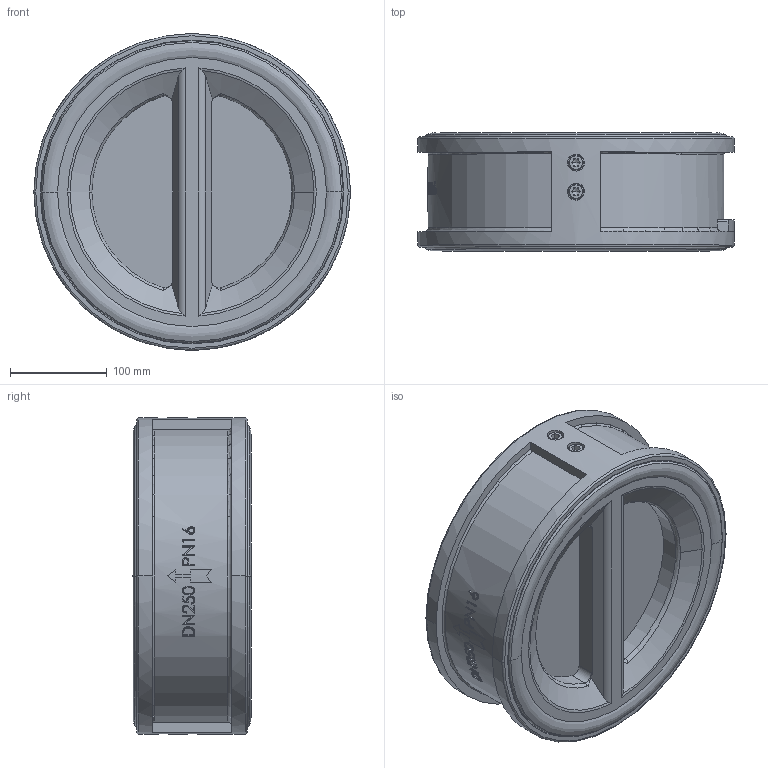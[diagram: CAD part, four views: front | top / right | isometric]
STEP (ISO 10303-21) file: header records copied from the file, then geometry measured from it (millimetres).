
FILE_DESCRIPTION (( 'STEP AP214' ), '1' );
FILE_NAME ('250·§Ìå.STEP', '2018-02-08T07:03:21', ( 'User' ), ( 'china' ), 'SwSTEP 2.0', 'SolidWorks 2012', '' );
FILE_SCHEMA (( 'AUTOMOTIVE_DESIGN' ));
Length unit declared in the file: millimetre
Products named in the file (1): 250概极
Bounding box: 327 x 122 x 327 mm (x, y, z)
Volume: 4278907.3 mm3; surface area: 528312 mm2
Topology: 5 solids, 12 shells, 603 faces, 1517 edges, 965 vertices
Faces by surface type: plane 252, cylinder 192, bspline 74, torus 46, cone 39
Entity records: 45771 total; most frequent: CARTESIAN_POINT 31688, ORIENTED_EDGE 3018, DIRECTION 2766, EDGE_CURVE 1509, AXIS2_PLACEMENT_3D 1094, VERTEX_POINT 965, EDGE_LOOP 670, FACE_OUTER_BOUND 603
